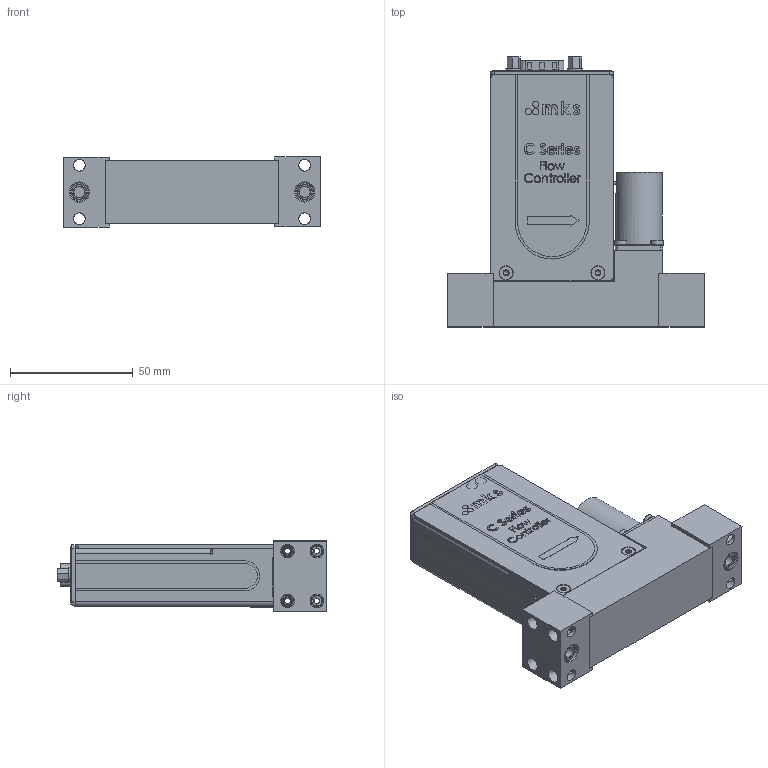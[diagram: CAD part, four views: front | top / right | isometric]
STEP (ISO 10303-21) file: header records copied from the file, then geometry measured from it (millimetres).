
FILE_DESCRIPTION (( 'STEP AP214' ), '1' );
FILE_NAME ('C-series_rs485-analog_W-seal_MFC.STEP', '2019-02-06T18:44:02', ( '' ), ( '' ), 'SwSTEP 2.0', 'SolidWorks 2015', '' );
FILE_SCHEMA (( 'AUTOMOTIVE_DESIGN' ));
Length unit declared in the file: inch
Products named in the file (1): C-series_rs485-analog_W-seal_MFC
Bounding box: 104.88 x 110.18 x 28.6 mm (x, y, z)
Surface area: 48989 mm2 (no closed solid volume)
Topology: 0 solids, 221 shells, 808 faces, 6239 edges, 5608 vertices
Faces by surface type: plane 502, cylinder 160, bspline 85, cone 49, torus 12
Full cylindrical faces by diameter (mm): 0.61 x9, 0.991 x2, 1.016 x1, 1.194 x1, 1.524 x1, 1.702 x1, 2 x2, 2.261 x2, 2.62 x1, 4.597 x2, 4.75 x4, 5 x4, 5.558 x8, 6.35 x2, 7.798 x2, 17 x2, 19 x1
Entity records: 98794 total; most frequent: CARTESIAN_POINT 48778, ORIENTED_EDGE 7165, EDGE_CURVE 6100, DIRECTION 5604, VERTEX_POINT 5562, VECTOR 3316, LINE 3316, B_SPLINE_CURVE_WITH_KNOTS 2364
